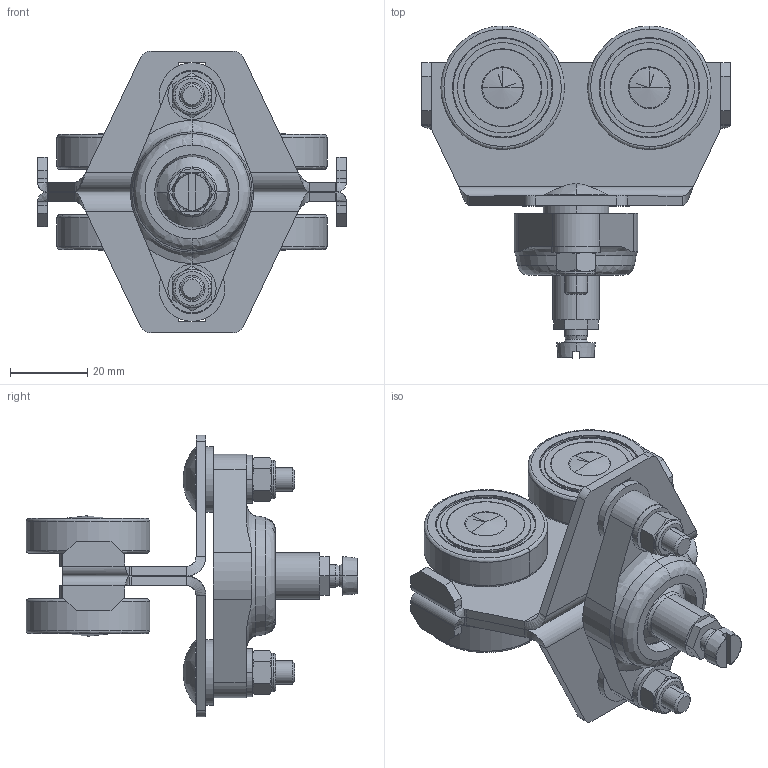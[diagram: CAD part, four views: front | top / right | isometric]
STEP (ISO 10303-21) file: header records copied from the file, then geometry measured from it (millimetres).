
FILE_DESCRIPTION (( 'STEP AP214' ), '1' );
FILE_NAME ('0020702.step', '2023-03-07T13:35:03', ( '' ), ( '' ), 'SwSTEP 2.0', 'SolidWorks 2020', '' );
FILE_SCHEMA (( 'AUTOMOTIVE_DESIGN' ));
Length unit declared in the file: millimetre
Products named in the file (1): 0020702
Bounding box: 80 x 85.94 x 73 mm (x, y, z)
Surface area: 40613.7 mm2 (no closed solid volume)
Topology: 0 solids, 45 shells, 433 faces, 1056 edges, 674 vertices
Faces by surface type: cylinder 167, plane 145, bspline 63, cone 58
Entity records: 17833 total; most frequent: CARTESIAN_POINT 7744, DIRECTION 2083, ORIENTED_EDGE 1859, EDGE_CURVE 1040, AXIS2_PLACEMENT_3D 837, VERTEX_POINT 674, EDGE_LOOP 503, CIRCLE 466
